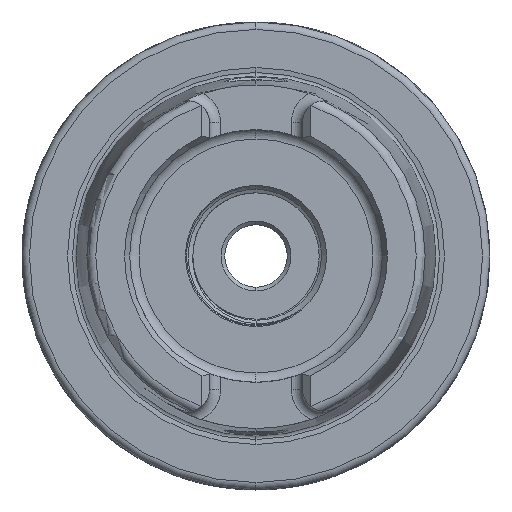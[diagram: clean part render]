
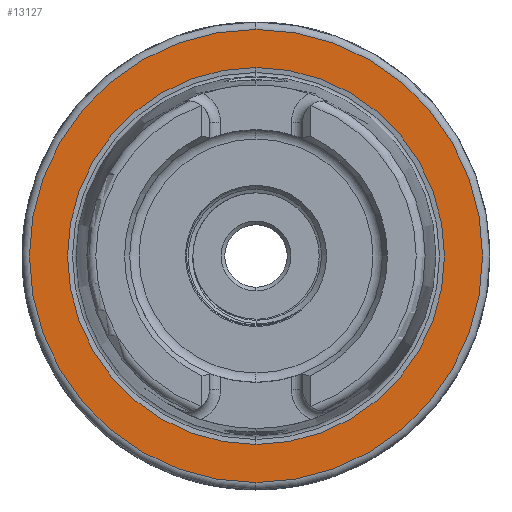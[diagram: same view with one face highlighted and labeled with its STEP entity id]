
A CAD part, left-side view. The second image highlights one B-rep face of the part: STEP entity #13127.
In plain terms, the highlighted planar face has unit normal (-1, 0, 0).
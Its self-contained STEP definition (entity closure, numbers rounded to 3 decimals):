
#39 = VERTEX_POINT ( 'NONE', #4465 ) ;
#150 = VERTEX_POINT ( 'NONE', #4653 ) ;
#206 = VERTEX_POINT ( 'NONE', #4786 ) ;
#223 = VERTEX_POINT ( 'NONE', #4752 ) ;
#4465 = CARTESIAN_POINT ( 'NONE',  ( 0., 0., 25.369 ) ) ;
#4653 = CARTESIAN_POINT ( 'NONE',  ( 0., 0., 30.5 ) ) ;
#4752 = CARTESIAN_POINT ( 'NONE',  ( 0., 0., -30.5 ) ) ;
#4786 = CARTESIAN_POINT ( 'NONE',  ( 0., 0., -25.369 ) ) ;
#9226 = DIRECTION ( 'NONE',  ( 0., 0., 1. ) ) ;
#9246 = DIRECTION ( 'NONE',  ( -1., 0., 0. ) ) ;
#9258 = CARTESIAN_POINT ( 'NONE',  ( 0., 0., 0. ) ) ;
#9491 = DIRECTION ( 'NONE',  ( 1., 0., 0. ) ) ;
#9508 = DIRECTION ( 'NONE',  ( 0., 0., -1. ) ) ;
#9517 = CARTESIAN_POINT ( 'NONE',  ( 0., 0., 0. ) ) ;
#11857 = AXIS2_PLACEMENT_3D ( 'NONE', #9258, #9246, #9226 ) ;
#11937 = AXIS2_PLACEMENT_3D ( 'NONE', #9517, #9491, #9508 ) ;
#12418 = AXIS2_PLACEMENT_3D ( 'NONE', #18401, #18394, #18375 ) ;
#12421 = AXIS2_PLACEMENT_3D ( 'NONE', #18455, #18440, #18414 ) ;
#12544 = AXIS2_PLACEMENT_3D ( 'NONE', #19666, #19671, #19696 ) ;
#13127 = ADVANCED_FACE ( 'NONE', ( #26642, #26611 ), #19665, .T. ) ;
#13679 = EDGE_CURVE ( 'NONE', #150, #223, #23582, .T. ) ;
#13737 = EDGE_CURVE ( 'NONE', #39, #206, #23727, .T. ) ;
#14082 = EDGE_CURVE ( 'NONE', #223, #150, #22392, .T. ) ;
#14090 = EDGE_CURVE ( 'NONE', #206, #39, #23190, .T. ) ;
#18375 = DIRECTION ( 'NONE',  ( 0., 0., 1. ) ) ;
#18394 = DIRECTION ( 'NONE',  ( -1., 0., 0. ) ) ;
#18401 = CARTESIAN_POINT ( 'NONE',  ( 0., 0., 0. ) ) ;
#18414 = DIRECTION ( 'NONE',  ( 0., 0., -1. ) ) ;
#18440 = DIRECTION ( 'NONE',  ( 1., 0., 0. ) ) ;
#18455 = CARTESIAN_POINT ( 'NONE',  ( 0., 0., 0. ) ) ;
#19665 = PLANE ( 'NONE',  #12544 ) ;
#19666 = CARTESIAN_POINT ( 'NONE',  ( 0., 25.369, 0. ) ) ;
#19671 = DIRECTION ( 'NONE',  ( -1., 0., 0. ) ) ;
#19696 = DIRECTION ( 'NONE',  ( 0., 0., 1. ) ) ;
#22392 = CIRCLE ( 'NONE', #12418, 30.5 ) ;
#23190 = CIRCLE ( 'NONE', #12421, 25.369 ) ;
#23582 = CIRCLE ( 'NONE', #11857, 30.5 ) ;
#23727 = CIRCLE ( 'NONE', #11937, 25.369 ) ;
#26611 = FACE_BOUND ( 'NONE', #27759, .T. ) ;
#26642 = FACE_OUTER_BOUND ( 'NONE', #27746, .T. ) ;
#27746 = EDGE_LOOP ( 'NONE', ( #28369, #28339 ) ) ;
#27759 = EDGE_LOOP ( 'NONE', ( #28399, #28403 ) ) ;
#28339 = ORIENTED_EDGE ( 'NONE', *, *, #14082, .T. ) ;
#28369 = ORIENTED_EDGE ( 'NONE', *, *, #13679, .T. ) ;
#28399 = ORIENTED_EDGE ( 'NONE', *, *, #13737, .T. ) ;
#28403 = ORIENTED_EDGE ( 'NONE', *, *, #14090, .T. ) ;
